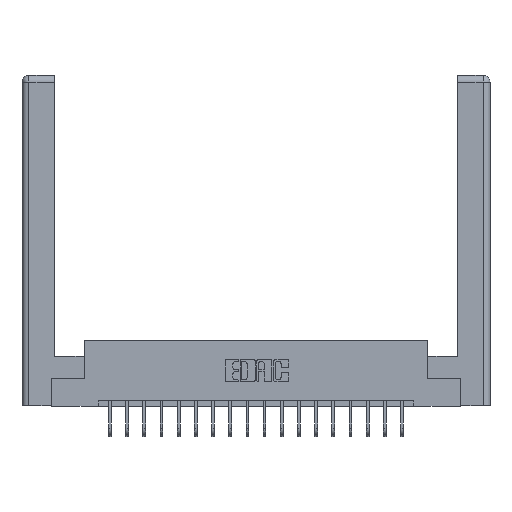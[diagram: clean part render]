
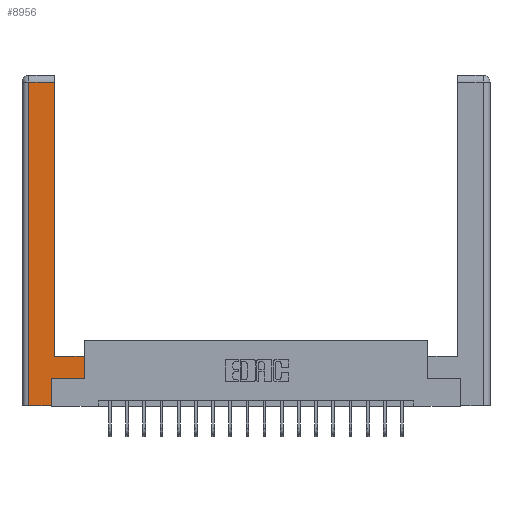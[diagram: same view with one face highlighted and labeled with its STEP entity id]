
A CAD part, top view. The second image highlights one B-rep face of the part: STEP entity #8956.
In plain terms, the highlighted planar face has unit normal (0, 0, 1).
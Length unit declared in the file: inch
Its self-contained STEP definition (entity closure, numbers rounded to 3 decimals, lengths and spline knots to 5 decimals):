
#314 = CARTESIAN_POINT ( 'NONE',  ( 0.565, 0.245, 0. ) ) ;
#531 = LINE ( 'NONE', #5607, #7802 ) ;
#567 = VECTOR ( 'NONE', #13484, 39.37008 ) ;
#977 = EDGE_CURVE ( 'NONE', #9564, #7970, #15803, .T. ) ;
#1057 = AXIS2_PLACEMENT_3D ( 'NONE', #11471, #1360, #4747 ) ;
#1360 = DIRECTION ( 'NONE',  ( 0., 0., -1. ) ) ;
#1436 = ORIENTED_EDGE ( 'NONE', *, *, #10407, .T. ) ;
#2162 = CARTESIAN_POINT ( 'NONE',  ( 0.295, 3., 0. ) ) ;
#2369 = CARTESIAN_POINT ( 'NONE',  ( 0.565, 0.45, 0. ) ) ;
#2863 = EDGE_LOOP ( 'NONE', ( #3622, #11325, #5328, #20246, #7348, #9778, #5814, #1436 ) ) ;
#3174 = LINE ( 'NONE', #2162, #4449 ) ;
#3451 = CARTESIAN_POINT ( 'NONE',  ( 0.265, 0., 0. ) ) ;
#3454 = VECTOR ( 'NONE', #14108, 39.37008 ) ;
#3622 = ORIENTED_EDGE ( 'NONE', *, *, #18228, .T. ) ;
#3707 = DIRECTION ( 'NONE',  ( 0., -1., 0. ) ) ;
#3720 = EDGE_CURVE ( 'NONE', #7970, #6928, #15930, .T. ) ;
#3990 = EDGE_CURVE ( 'NONE', #6940, #15572, #18756, .T. ) ;
#4449 = VECTOR ( 'NONE', #10515, 39.37008 ) ;
#4747 = DIRECTION ( 'NONE',  ( -1., 0., 0. ) ) ;
#5328 = ORIENTED_EDGE ( 'NONE', *, *, #17820, .T. ) ;
#5607 = CARTESIAN_POINT ( 'NONE',  ( 0.295, 0.45, 0. ) ) ;
#5814 = ORIENTED_EDGE ( 'NONE', *, *, #13409, .T. ) ;
#6201 = CARTESIAN_POINT ( 'NONE',  ( 0.0615, 0., 0. ) ) ;
#6928 = VERTEX_POINT ( 'NONE', #314 ) ;
#6940 = VERTEX_POINT ( 'NONE', #8819 ) ;
#7081 = FACE_OUTER_BOUND ( 'NONE', #2863, .T. ) ;
#7315 = CARTESIAN_POINT ( 'NONE',  ( 0.0615, 2.94, 0. ) ) ;
#7348 = ORIENTED_EDGE ( 'NONE', *, *, #977, .T. ) ;
#7731 = VERTEX_POINT ( 'NONE', #6201 ) ;
#7802 = VECTOR ( 'NONE', #8989, 39.37008 ) ;
#7970 = VERTEX_POINT ( 'NONE', #14378 ) ;
#8067 = VERTEX_POINT ( 'NONE', #8176 ) ;
#8176 = CARTESIAN_POINT ( 'NONE',  ( 0.565, 0.45, 0. ) ) ;
#8183 = PLANE ( 'NONE',  #1057 ) ;
#8639 = VECTOR ( 'NONE', #3707, 39.37008 ) ;
#8819 = CARTESIAN_POINT ( 'NONE',  ( 0.295, 2.94, 0. ) ) ;
#8956 = ADVANCED_FACE ( 'NONE', ( #7081 ), #8183, .F. ) ;
#8989 = DIRECTION ( 'NONE',  ( -1., 0., 0. ) ) ;
#9102 = CARTESIAN_POINT ( 'NONE',  ( 0.265, 0., 0. ) ) ;
#9168 = LINE ( 'NONE', #20268, #8639 ) ;
#9177 = CARTESIAN_POINT ( 'NONE',  ( 0.0615, 2.94, 0. ) ) ;
#9463 = VECTOR ( 'NONE', #16728, 39.37008 ) ;
#9564 = VERTEX_POINT ( 'NONE', #9102 ) ;
#9778 = ORIENTED_EDGE ( 'NONE', *, *, #3720, .T. ) ;
#10407 = EDGE_CURVE ( 'NONE', #8067, #21113, #531, .T. ) ;
#10515 = DIRECTION ( 'NONE',  ( 0., 1., 0. ) ) ;
#10604 = VECTOR ( 'NONE', #20116, 39.37008 ) ;
#11325 = ORIENTED_EDGE ( 'NONE', *, *, #3990, .T. ) ;
#11471 = CARTESIAN_POINT ( 'NONE',  ( 0., 0., 0. ) ) ;
#11501 = CARTESIAN_POINT ( 'NONE',  ( 0.265, 0.245, 0. ) ) ;
#12263 = EDGE_CURVE ( 'NONE', #7731, #9564, #17206, .T. ) ;
#13409 = EDGE_CURVE ( 'NONE', #6928, #8067, #17910, .T. ) ;
#13484 = DIRECTION ( 'NONE',  ( 1., 0., 0. ) ) ;
#14108 = DIRECTION ( 'NONE',  ( -1., 0., 0. ) ) ;
#14378 = CARTESIAN_POINT ( 'NONE',  ( 0.265, 0.245, 0. ) ) ;
#14841 = CARTESIAN_POINT ( 'NONE',  ( 0.565, 0.245, 0. ) ) ;
#15572 = VERTEX_POINT ( 'NONE', #7315 ) ;
#15803 = LINE ( 'NONE', #11501, #10604 ) ;
#15930 = LINE ( 'NONE', #14841, #9463 ) ;
#15945 = CARTESIAN_POINT ( 'NONE',  ( 0.295, 0.45, 0. ) ) ;
#16728 = DIRECTION ( 'NONE',  ( 1., 0., 0. ) ) ;
#17206 = LINE ( 'NONE', #3451, #567 ) ;
#17394 = DIRECTION ( 'NONE',  ( 0., 1., 0. ) ) ;
#17820 = EDGE_CURVE ( 'NONE', #15572, #7731, #9168, .T. ) ;
#17910 = LINE ( 'NONE', #2369, #19996 ) ;
#18228 = EDGE_CURVE ( 'NONE', #21113, #6940, #3174, .T. ) ;
#18756 = LINE ( 'NONE', #9177, #3454 ) ;
#19996 = VECTOR ( 'NONE', #17394, 39.37008 ) ;
#20116 = DIRECTION ( 'NONE',  ( 0., 1., 0. ) ) ;
#20246 = ORIENTED_EDGE ( 'NONE', *, *, #12263, .T. ) ;
#20268 = CARTESIAN_POINT ( 'NONE',  ( 0.0615, 0., 0. ) ) ;
#21113 = VERTEX_POINT ( 'NONE', #15945 ) ;
